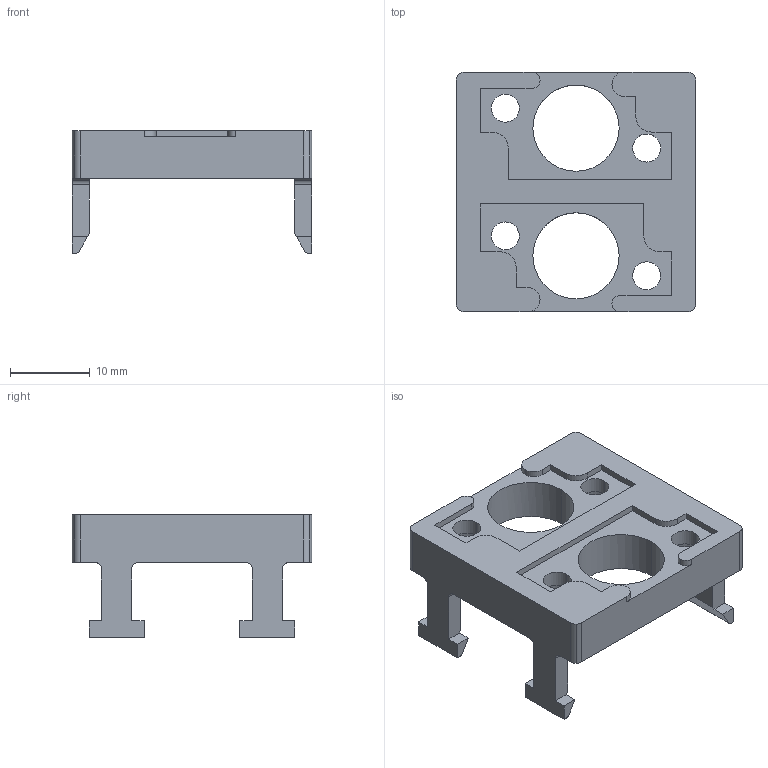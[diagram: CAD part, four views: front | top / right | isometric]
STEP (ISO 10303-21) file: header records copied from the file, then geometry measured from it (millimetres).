
FILE_DESCRIPTION((''),'2;1');
FILE_NAME('08_015_2.stp','2002-12-02T20:55:09',('Branislav Petkovic'),('AZ Pneumatica'),'AutoCAD STEP 2000i','AutoCAD 2000i','Via J. F. Kennedy, 26, 20020 Misinto (MI), ITALY');
FILE_SCHEMA(('CONFIG_CONTROL_DESIGN'));
Length unit declared in the file: millimetre
Products named in the file (2): 08_015_2; PART1
Assembly tree (1 placements, depth 2):
  08_015_2
    PART1
Bounding box: 30 x 30 x 15.4 mm (x, y, z)
Surface area: 3351.7 mm2 (no closed solid volume)
Topology: 0 solids, 1 shells, 130 faces, 376 edges, 252 vertices
Faces by surface type: plane 66, cylinder 64
Entity records: 4457 total; most frequent: DIRECTION 772, CARTESIAN_POINT 760, ORIENTED_EDGE 752, EDGE_CURVE 376, AXIS2_PLACEMENT_3D 264, VERTEX_POINT 252, VECTOR 244, LINE 244
